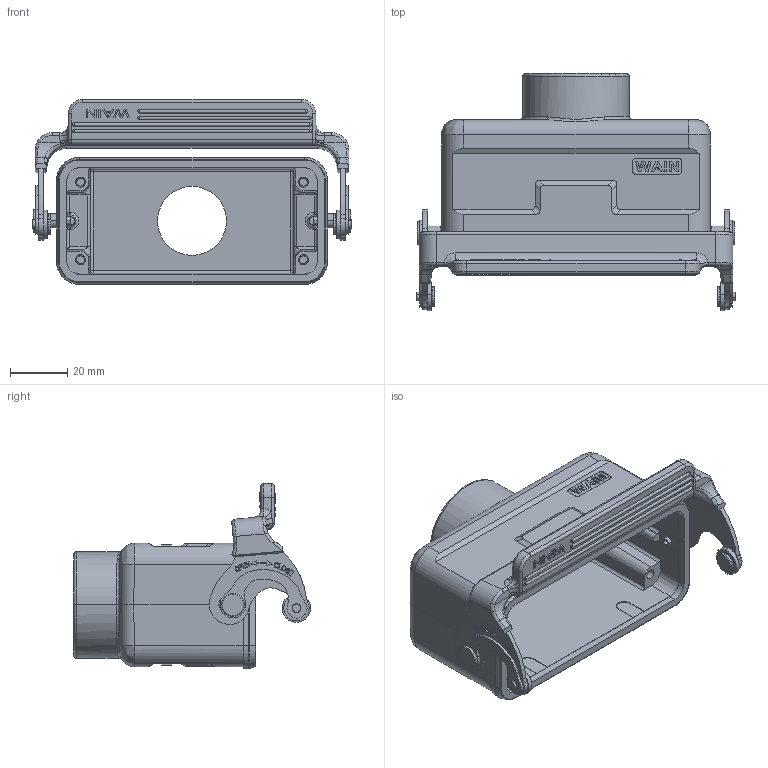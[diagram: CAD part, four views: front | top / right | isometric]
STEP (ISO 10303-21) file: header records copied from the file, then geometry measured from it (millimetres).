
FILE_DESCRIPTION((''),'2;1');
FILE_NAME('3D_1111164101001_W16B-TE-2B-M25','2017-10-10T',('sy.ji'),(''),'PRO/ENGINEER BY PARAMETRIC TECHNOLOGY CORPORATION, 2014310','PRO/ENGINEER BY PARAMETRIC TECHNOLOGY CORPORATION, 2014310','');
FILE_SCHEMA(('CONFIG_CONTROL_DESIGN'));
Length unit declared in the file: millimetre
Products named in the file (1): 3D_1111164101001_W16B-TE-2B-M25
Bounding box: 110.7 x 82.47 x 64.43 mm (x, y, z)
Volume: 73485 mm3; surface area: 45590.2 mm2
Topology: 1 solids, 26 shells, 1275 faces, 3435 edges, 2263 vertices
Faces by surface type: plane 586, extrusion 270, cylinder 260, bspline 66, cone 36, torus 32, sphere 25
Entity records: 49158 total; most frequent: CARTESIAN_POINT 14720, ORIENTED_EDGE 6758, DIRECTION 5478, EDGE_CURVE 3406, VERTEX_POINT 2263, VECTOR 2182, LINE 1912, AXIS2_PLACEMENT_3D 1648
